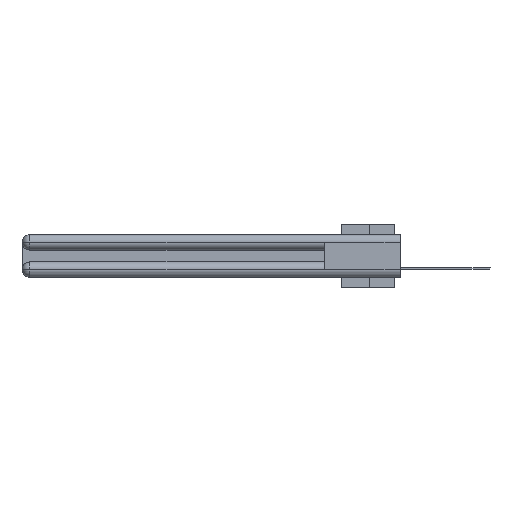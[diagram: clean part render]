
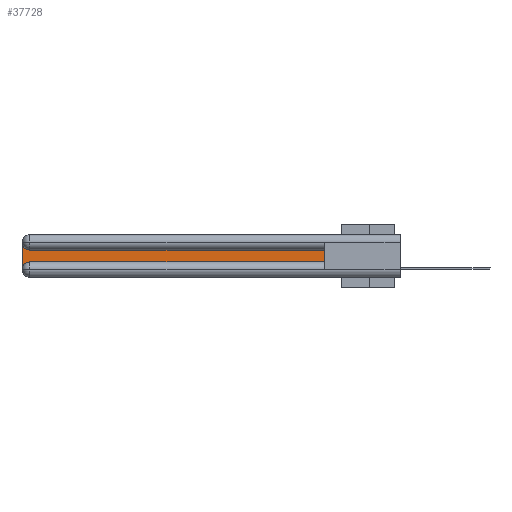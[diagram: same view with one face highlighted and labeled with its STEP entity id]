
A CAD part, left-side view. The second image highlights one B-rep face of the part: STEP entity #37728.
In plain terms, the highlighted planar face has unit normal (-1, 0, 0).
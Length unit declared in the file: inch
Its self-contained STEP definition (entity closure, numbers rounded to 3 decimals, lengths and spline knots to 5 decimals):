
#3187 = ORIENTED_EDGE ( 'NONE', *, *, #27967, .T. ) ;
#3628 = EDGE_CURVE ( 'NONE', #4052, #34167, #8144, .T. ) ;
#3821 = VERTEX_POINT ( 'NONE', #12893 ) ;
#4052 = VERTEX_POINT ( 'NONE', #22626 ) ;
#4167 = ORIENTED_EDGE ( 'NONE', *, *, #9892, .T. ) ;
#4673 = DIRECTION ( 'NONE',  ( 0., 0., -1. ) ) ;
#5262 = VECTOR ( 'NONE', #8181, 39.37008 ) ;
#5273 = DIRECTION ( 'NONE',  ( 1., 0., 0. ) ) ;
#5459 = DIRECTION ( 'NONE',  ( 0., 0., -1. ) ) ;
#8144 = CIRCLE ( 'NONE', #29530, 0.06 ) ;
#8181 = DIRECTION ( 'NONE',  ( 0., 0., -1. ) ) ;
#8472 = DIRECTION ( 'NONE',  ( 0., 0., -1. ) ) ;
#9892 = EDGE_CURVE ( 'NONE', #24253, #3821, #13808, .T. ) ;
#10010 = LINE ( 'NONE', #30490, #14025 ) ;
#10223 = FACE_OUTER_BOUND ( 'NONE', #25452, .T. ) ;
#10272 = CARTESIAN_POINT ( 'NONE',  ( 0.075, 0.6, -0.1225 ) ) ;
#10874 = EDGE_CURVE ( 'NONE', #30555, #4052, #13376, .T. ) ;
#10933 = CARTESIAN_POINT ( 'NONE',  ( 0.075, 0.6, -0.1225 ) ) ;
#10967 = CARTESIAN_POINT ( 'NONE',  ( 0.075, 3., -0.1225 ) ) ;
#11595 = ORIENTED_EDGE ( 'NONE', *, *, #17684, .T. ) ;
#12893 = CARTESIAN_POINT ( 'NONE',  ( 0.075, 2.94, -0.1225 ) ) ;
#13376 = LINE ( 'NONE', #19291, #5262 ) ;
#13543 = ORIENTED_EDGE ( 'NONE', *, *, #3628, .T. ) ;
#13808 = LINE ( 'NONE', #10933, #22291 ) ;
#14025 = VECTOR ( 'NONE', #26707, 39.37008 ) ;
#14463 = CARTESIAN_POINT ( 'NONE',  ( 0.075, 2.94, -0.2775 ) ) ;
#14784 = DIRECTION ( 'NONE',  ( 1., 0., 0. ) ) ;
#16121 = DIRECTION ( 'NONE',  ( 0., -1., 0. ) ) ;
#16675 = LINE ( 'NONE', #25648, #29268 ) ;
#17684 = EDGE_CURVE ( 'NONE', #3821, #30555, #22687, .T. ) ;
#19291 = CARTESIAN_POINT ( 'NONE',  ( 0.075, 3., -0.2175 ) ) ;
#19477 = CARTESIAN_POINT ( 'NONE',  ( 0.075, 2.94, -0.2175 ) ) ;
#20007 = CARTESIAN_POINT ( 'NONE',  ( 0.075, 0.6, -0.2175 ) ) ;
#21891 = DIRECTION ( 'NONE',  ( 1., 0., 0. ) ) ;
#22291 = VECTOR ( 'NONE', #25454, 39.37008 ) ;
#22626 = CARTESIAN_POINT ( 'NONE',  ( 0.075, 3., -0.2775 ) ) ;
#22687 = CIRCLE ( 'NONE', #25129, 0.06 ) ;
#23122 = VERTEX_POINT ( 'NONE', #20007 ) ;
#24042 = ORIENTED_EDGE ( 'NONE', *, *, #28870, .T. ) ;
#24253 = VERTEX_POINT ( 'NONE', #10272 ) ;
#25129 = AXIS2_PLACEMENT_3D ( 'NONE', #28746, #14784, #8472 ) ;
#25294 = PLANE ( 'NONE',  #30841 ) ;
#25452 = EDGE_LOOP ( 'NONE', ( #4167, #11595, #37291, #13543, #3187, #24042 ) ) ;
#25454 = DIRECTION ( 'NONE',  ( 0., 1., 0. ) ) ;
#25648 = CARTESIAN_POINT ( 'NONE',  ( 0.075, 0.6, -0.2175 ) ) ;
#26707 = DIRECTION ( 'NONE',  ( 0., 0., 1. ) ) ;
#27967 = EDGE_CURVE ( 'NONE', #34167, #23122, #16675, .T. ) ;
#28746 = CARTESIAN_POINT ( 'NONE',  ( 0.075, 2.94, -0.0625 ) ) ;
#28870 = EDGE_CURVE ( 'NONE', #23122, #24253, #10010, .T. ) ;
#29268 = VECTOR ( 'NONE', #16121, 39.37008 ) ;
#29530 = AXIS2_PLACEMENT_3D ( 'NONE', #14463, #5273, #5459 ) ;
#29727 = CARTESIAN_POINT ( 'NONE',  ( 0.075, 3., -0.0625 ) ) ;
#30490 = CARTESIAN_POINT ( 'NONE',  ( 0.075, 0.6, -0.2175 ) ) ;
#30555 = VERTEX_POINT ( 'NONE', #29727 ) ;
#30841 = AXIS2_PLACEMENT_3D ( 'NONE', #10967, #21891, #4673 ) ;
#34167 = VERTEX_POINT ( 'NONE', #19477 ) ;
#37291 = ORIENTED_EDGE ( 'NONE', *, *, #10874, .T. ) ;
#37728 = ADVANCED_FACE ( 'NONE', ( #10223 ), #25294, .F. ) ;
